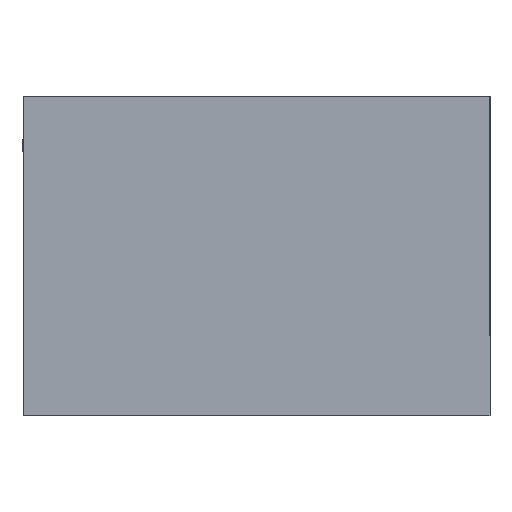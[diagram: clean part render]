
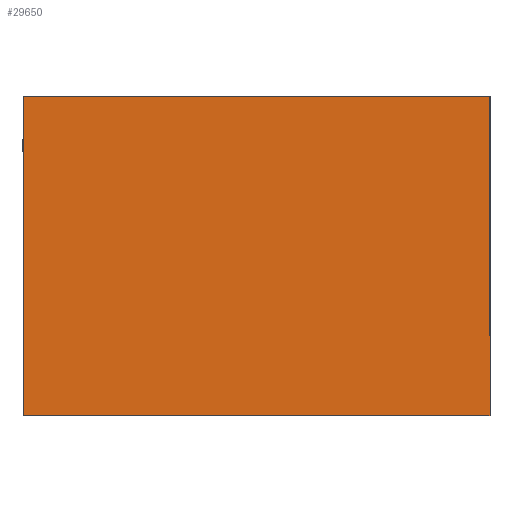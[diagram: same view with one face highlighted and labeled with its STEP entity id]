
A CAD part, front view. The second image highlights one B-rep face of the part: STEP entity #29650.
In plain terms, the highlighted planar face has unit normal (0, -1, 0).
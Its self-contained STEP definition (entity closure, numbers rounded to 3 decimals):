
#217 = EDGE_CURVE ( 'NONE', #8317, #12159, #22683, .T. ) ;
#722 = DIRECTION ( 'NONE',  ( 0., 0., -1. ) ) ;
#893 = PLANE ( 'NONE',  #7275 ) ;
#1391 = DIRECTION ( 'NONE',  ( 0., 0., -1. ) ) ;
#1551 = EDGE_CURVE ( 'NONE', #12159, #9625, #17083, .T. ) ;
#2062 = ORIENTED_EDGE ( 'NONE', *, *, #1551, .T. ) ;
#2397 = CARTESIAN_POINT ( 'NONE',  ( -95., -20., -65. ) ) ;
#3457 = DIRECTION ( 'NONE',  ( 0., 0., 1. ) ) ;
#3645 = ORIENTED_EDGE ( 'NONE', *, *, #17534, .T. ) ;
#5441 = CARTESIAN_POINT ( 'NONE',  ( 95., -20., -65. ) ) ;
#6533 = CARTESIAN_POINT ( 'NONE',  ( 95., -20., 65. ) ) ;
#7275 = AXIS2_PLACEMENT_3D ( 'NONE', #8399, #10952, #722 ) ;
#7383 = CARTESIAN_POINT ( 'NONE',  ( -95., -20., 65. ) ) ;
#7519 = DIRECTION ( 'NONE',  ( 1., 0., 0. ) ) ;
#8025 = VECTOR ( 'NONE', #7519, 1000. ) ;
#8317 = VERTEX_POINT ( 'NONE', #26199 ) ;
#8380 = CARTESIAN_POINT ( 'NONE',  ( -95., -20., 65. ) ) ;
#8399 = CARTESIAN_POINT ( 'NONE',  ( 0., -20., 0. ) ) ;
#8563 = FACE_OUTER_BOUND ( 'NONE', #12662, .T. ) ;
#9625 = VERTEX_POINT ( 'NONE', #19383 ) ;
#10157 = CARTESIAN_POINT ( 'NONE',  ( -95., -20., 65. ) ) ;
#10762 = LINE ( 'NONE', #8380, #16238 ) ;
#10952 = DIRECTION ( 'NONE',  ( 0., -1., 0. ) ) ;
#11948 = VECTOR ( 'NONE', #18321, 1000. ) ;
#12159 = VERTEX_POINT ( 'NONE', #5441 ) ;
#12662 = EDGE_LOOP ( 'NONE', ( #14906, #29460, #2062, #3645 ) ) ;
#14906 = ORIENTED_EDGE ( 'NONE', *, *, #20252, .T. ) ;
#16238 = VECTOR ( 'NONE', #1391, 1000. ) ;
#17083 = LINE ( 'NONE', #6533, #32830 ) ;
#17534 = EDGE_CURVE ( 'NONE', #9625, #26682, #28389, .T. ) ;
#18321 = DIRECTION ( 'NONE',  ( -1., 0., 0. ) ) ;
#19383 = CARTESIAN_POINT ( 'NONE',  ( 95., -20., 65. ) ) ;
#20252 = EDGE_CURVE ( 'NONE', #26682, #8317, #10762, .T. ) ;
#22683 = LINE ( 'NONE', #2397, #8025 ) ;
#26199 = CARTESIAN_POINT ( 'NONE',  ( -95., -20., -65. ) ) ;
#26682 = VERTEX_POINT ( 'NONE', #7383 ) ;
#28389 = LINE ( 'NONE', #10157, #11948 ) ;
#29460 = ORIENTED_EDGE ( 'NONE', *, *, #217, .T. ) ;
#29650 = ADVANCED_FACE ( 'NONE', ( #8563 ), #893, .T. ) ;
#32830 = VECTOR ( 'NONE', #3457, 1000. ) ;
